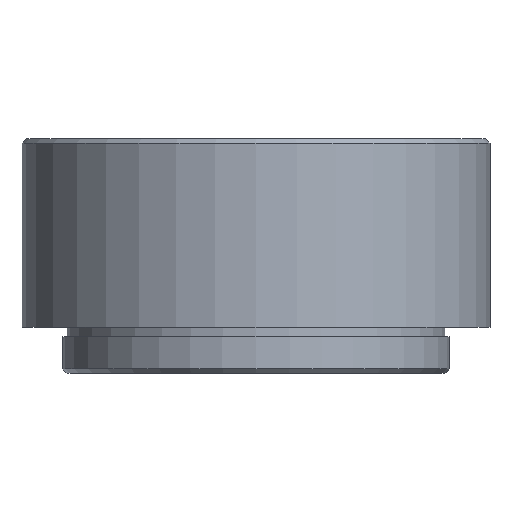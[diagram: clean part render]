
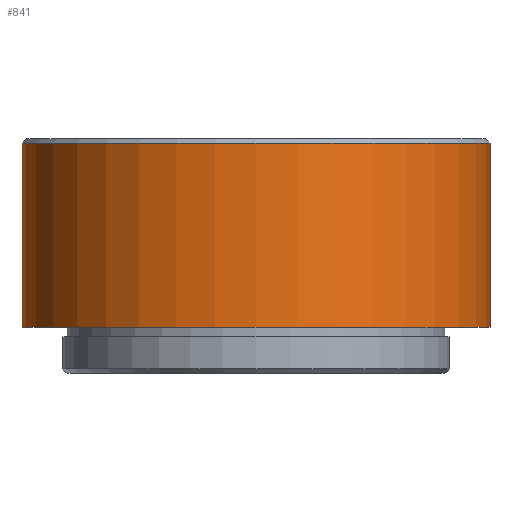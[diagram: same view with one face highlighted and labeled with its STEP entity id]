
A CAD part, front view. The second image highlights one B-rep face of the part: STEP entity #841.
In plain terms, the highlighted cylindrical face has radius 25.4 mm (diameter 50.8 mm), a partial arc.
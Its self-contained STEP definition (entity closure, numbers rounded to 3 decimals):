
#23 = CARTESIAN_POINT ( 'NONE',  ( 0., 0., 25.5 ) ) ;
#98 = DIRECTION ( 'NONE',  ( 0., 0., -1. ) ) ;
#101 = CARTESIAN_POINT ( 'NONE',  ( 25.4, 0., 5. ) ) ;
#119 = DIRECTION ( 'NONE',  ( 0., 0., -1. ) ) ;
#146 = CARTESIAN_POINT ( 'NONE',  ( -25.4, 0., 25.5 ) ) ;
#147 = FACE_OUTER_BOUND ( 'NONE', #649, .T. ) ;
#171 = DIRECTION ( 'NONE',  ( -1., 0., 0. ) ) ;
#201 = AXIS2_PLACEMENT_3D ( 'NONE', #666, #1056, #1683 ) ;
#230 = ORIENTED_EDGE ( 'NONE', *, *, #450, .T. ) ;
#315 = VECTOR ( 'NONE', #1179, 1000. ) ;
#362 = EDGE_CURVE ( 'NONE', #755, #1671, #1590, .T. ) ;
#371 = AXIS2_PLACEMENT_3D ( 'NONE', #1305, #119, #603 ) ;
#383 = VECTOR ( 'NONE', #98, 1000. ) ;
#450 = EDGE_CURVE ( 'NONE', #1160, #1671, #1594, .T. ) ;
#516 = EDGE_CURVE ( 'NONE', #1659, #1160, #704, .T. ) ;
#524 = ORIENTED_EDGE ( 'NONE', *, *, #516, .T. ) ;
#603 = DIRECTION ( 'NONE',  ( 1., 0., 0. ) ) ;
#649 = EDGE_LOOP ( 'NONE', ( #694, #524, #230, #1549 ) ) ;
#666 = CARTESIAN_POINT ( 'NONE',  ( 0., 0., 5. ) ) ;
#694 = ORIENTED_EDGE ( 'NONE', *, *, #1107, .F. ) ;
#704 = CIRCLE ( 'NONE', #371, 25.4 ) ;
#714 = CARTESIAN_POINT ( 'NONE',  ( -25.4, 0., 5. ) ) ;
#750 = AXIS2_PLACEMENT_3D ( 'NONE', #23, #1098, #171 ) ;
#755 = VERTEX_POINT ( 'NONE', #101 ) ;
#825 = CARTESIAN_POINT ( 'NONE',  ( 25.4, 0., 25. ) ) ;
#841 = ADVANCED_FACE ( 'NONE', ( #147 ), #953, .T. ) ;
#877 = CARTESIAN_POINT ( 'NONE',  ( 25.4, 0., 25.5 ) ) ;
#953 = CYLINDRICAL_SURFACE ( 'NONE', #750, 25.4 ) ;
#1056 = DIRECTION ( 'NONE',  ( 0., 0., -1. ) ) ;
#1098 = DIRECTION ( 'NONE',  ( 0., 0., -1. ) ) ;
#1107 = EDGE_CURVE ( 'NONE', #1659, #755, #1660, .T. ) ;
#1160 = VERTEX_POINT ( 'NONE', #1246 ) ;
#1179 = DIRECTION ( 'NONE',  ( 0., 0., -1. ) ) ;
#1246 = CARTESIAN_POINT ( 'NONE',  ( -25.4, 0., 25. ) ) ;
#1305 = CARTESIAN_POINT ( 'NONE',  ( 0., 0., 25. ) ) ;
#1549 = ORIENTED_EDGE ( 'NONE', *, *, #362, .F. ) ;
#1590 = CIRCLE ( 'NONE', #201, 25.4 ) ;
#1594 = LINE ( 'NONE', #146, #315 ) ;
#1659 = VERTEX_POINT ( 'NONE', #825 ) ;
#1660 = LINE ( 'NONE', #877, #383 ) ;
#1671 = VERTEX_POINT ( 'NONE', #714 ) ;
#1683 = DIRECTION ( 'NONE',  ( -1., 0., 0. ) ) ;
